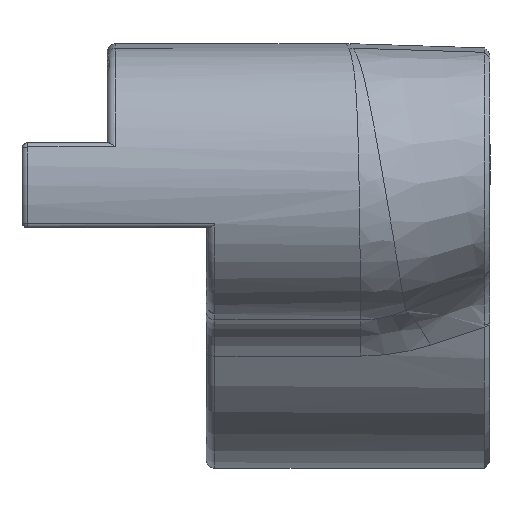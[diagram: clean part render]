
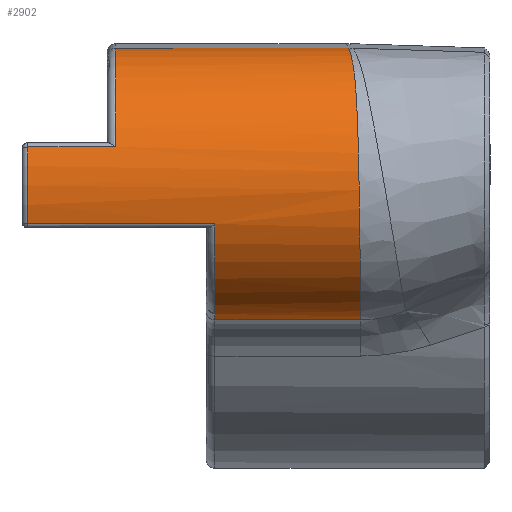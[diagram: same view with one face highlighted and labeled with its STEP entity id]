
A CAD part, front view. The second image highlights one B-rep face of the part: STEP entity #2902.
In plain terms, the highlighted cylindrical face has radius 9.7 mm (diameter 19.4 mm), a partial arc.
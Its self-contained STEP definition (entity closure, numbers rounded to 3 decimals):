
#60=ELLIPSE('',#3204,23.99,9.7);
#134=CYLINDRICAL_SURFACE('',#3208,9.7);
#222=B_SPLINE_CURVE_WITH_KNOTS('',3,(#6029,#6030,#6031,#6032,#6033,#6034,
#6035,#6036,#6037,#6038,#6039),.UNSPECIFIED.,.F.,.F.,(4,1,1,1,1,1,1,1,4),
(0.493,0.509,0.525,0.557,
0.59,0.622,0.654,0.687,
0.719),.UNSPECIFIED.);
#381=FACE_OUTER_BOUND('',#565,.T.);
#565=EDGE_LOOP('',(#2583,#2584,#2585,#2586,#2587,#2588,#2589,#2590,#2591));
#724=LINE('',#4999,#923);
#726=LINE('',#5014,#925);
#770=LINE('',#5694,#969);
#773=LINE('',#6077,#972);
#923=VECTOR('',#3575,10.);
#925=VECTOR('',#3579,10.);
#969=VECTOR('',#3959,10.);
#972=VECTOR('',#3990,10.);
#1024=CIRCLE('',#3021,9.7);
#1091=CIRCLE('',#3135,9.7);
#1113=CIRCLE('',#3169,9.7);
#1282=VERTEX_POINT('',#4967);
#1284=VERTEX_POINT('',#4976);
#1286=VERTEX_POINT('',#4988);
#1287=VERTEX_POINT('',#5001);
#1347=VERTEX_POINT('',#5463);
#1359=VERTEX_POINT('',#5517);
#1368=VERTEX_POINT('',#5609);
#1376=VERTEX_POINT('',#5692);
#1383=VERTEX_POINT('',#6027);
#1609=EDGE_CURVE('',#1284,#1282,#1024,.T.);
#1614=EDGE_CURVE('',#1286,#1284,#724,.T.);
#1617=EDGE_CURVE('',#1282,#1287,#726,.T.);
#1723=EDGE_CURVE('',#1347,#1286,#1091,.T.);
#1751=EDGE_CURVE('',#1287,#1359,#1113,.T.);
#1784=EDGE_CURVE('',#1376,#1347,#770,.T.);
#1802=EDGE_CURVE('',#1383,#1376,#222,.T.);
#1803=EDGE_CURVE('',#1368,#1383,#60,.T.);
#1805=EDGE_CURVE('',#1368,#1359,#773,.T.);
#2583=ORIENTED_EDGE('',*,*,#1723,.F.);
#2584=ORIENTED_EDGE('',*,*,#1784,.F.);
#2585=ORIENTED_EDGE('',*,*,#1802,.F.);
#2586=ORIENTED_EDGE('',*,*,#1803,.F.);
#2587=ORIENTED_EDGE('',*,*,#1805,.T.);
#2588=ORIENTED_EDGE('',*,*,#1751,.F.);
#2589=ORIENTED_EDGE('',*,*,#1617,.F.);
#2590=ORIENTED_EDGE('',*,*,#1609,.F.);
#2591=ORIENTED_EDGE('',*,*,#1614,.F.);
#2902=ADVANCED_FACE('',(#381),#134,.T.);
#3021=AXIS2_PLACEMENT_3D('',#4982,#3564,#3565);
#3135=AXIS2_PLACEMENT_3D('',#5465,#3823,#3824);
#3169=AXIS2_PLACEMENT_3D('',#5527,#3895,#3896);
#3204=AXIS2_PLACEMENT_3D('',#6056,#3980,#3981);
#3208=AXIS2_PLACEMENT_3D('',#6076,#3988,#3989);
#3564=DIRECTION('center_axis',(-1.,0.,0.));
#3565=DIRECTION('ref_axis',(0.,-1.,0.));
#3575=DIRECTION('',(-1.,0.,0.));
#3579=DIRECTION('',(1.,0.,0.));
#3823=DIRECTION('center_axis',(-1.,0.,0.));
#3824=DIRECTION('ref_axis',(0.,-0.669,-0.743));
#3895=DIRECTION('center_axis',(-1.,0.,0.));
#3896=DIRECTION('ref_axis',(0.,-0.612,0.791));
#3959=DIRECTION('',(-1.,0.,0.));
#3980=DIRECTION('center_axis',(0.404,-0.055,0.913));
#3981=DIRECTION('ref_axis',(-0.915,-0.024,0.404));
#3988=DIRECTION('center_axis',(-1.,0.,0.));
#3989=DIRECTION('ref_axis',(0.,-0.061,0.998));
#3990=DIRECTION('',(-1.,0.,0.));
#4967=CARTESIAN_POINT('',(-25.6,-2.913,13.012));
#4976=CARTESIAN_POINT('',(-25.6,-2.913,7.588));
#4982=CARTESIAN_POINT('Origin',(-25.6,6.4,10.3));
#4988=CARTESIAN_POINT('',(-12.4,-2.913,7.588));
#4999=CARTESIAN_POINT('',(7.,-2.913,7.588));
#5001=CARTESIAN_POINT('',(-19.4,-2.913,13.012));
#5014=CARTESIAN_POINT('',(7.,-2.913,13.012));
#5463=CARTESIAN_POINT('',(-12.4,4.377,0.813));
#5465=CARTESIAN_POINT('Origin',(-12.4,6.4,10.3));
#5517=CARTESIAN_POINT('',(-19.4,5.807,19.982));
#5527=CARTESIAN_POINT('Origin',(-19.4,6.4,10.3));
#5609=CARTESIAN_POINT('',(-2.955,5.807,19.982));
#5692=CARTESIAN_POINT('',(-2.114,4.377,0.813));
#5694=CARTESIAN_POINT('',(7.,4.377,0.813));
#6027=CARTESIAN_POINT('',(-2.953,5.706,19.975));
#6029=CARTESIAN_POINT('Ctrl Pts',(-2.953,5.706,19.975));
#6030=CARTESIAN_POINT('Ctrl Pts',(-2.935,5.005,19.925));
#6031=CARTESIAN_POINT('Ctrl Pts',(-2.86,3.898,19.714));
#6032=CARTESIAN_POINT('Ctrl Pts',(-2.695,2.105,19.079));
#6033=CARTESIAN_POINT('Ctrl Pts',(-2.489,-0.055,
17.81));
#6034=CARTESIAN_POINT('Ctrl Pts',(-2.321,-2.571,14.73));
#6035=CARTESIAN_POINT('Ctrl Pts',(-2.227,-3.636,10.437));
#6036=CARTESIAN_POINT('Ctrl Pts',(-2.167,-2.685,6.015));
#6037=CARTESIAN_POINT('Ctrl Pts',(-2.129,0.152,2.429));
#6038=CARTESIAN_POINT('Ctrl Pts',(-2.117,2.92,1.124));
#6039=CARTESIAN_POINT('Ctrl Pts',(-2.114,4.377,0.813));
#6056=CARTESIAN_POINT('Origin',(18.987,6.4,10.3));
#6076=CARTESIAN_POINT('Origin',(7.,6.4,10.3));
#6077=CARTESIAN_POINT('',(7.,5.807,19.982));
